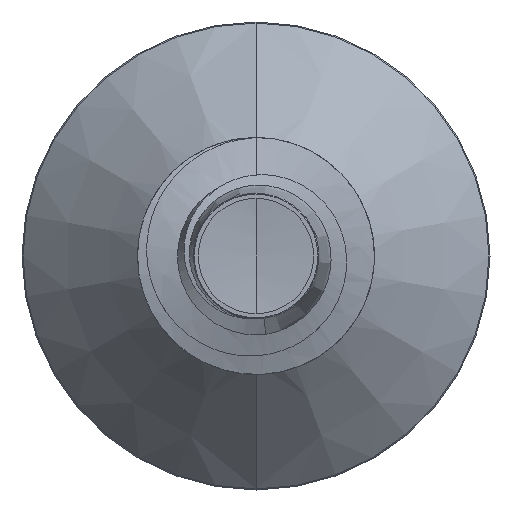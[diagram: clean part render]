
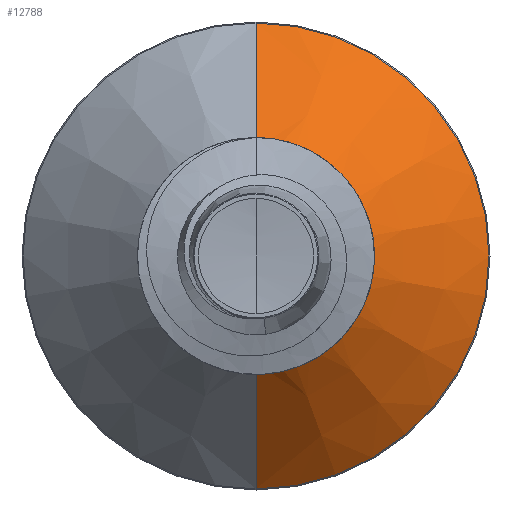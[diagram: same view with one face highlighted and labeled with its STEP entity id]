
A CAD part, front view. The second image highlights one B-rep face of the part: STEP entity #12788.
In plain terms, the highlighted conical face has half-angle 45 degrees and reference radius 3.632 mm.
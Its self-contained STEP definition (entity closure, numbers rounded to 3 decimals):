
#54 = FACE_OUTER_BOUND ( 'NONE', #2270, .T. ) ;
#214 = LINE ( 'NONE', #11827, #11042 ) ;
#832 = EDGE_CURVE ( 'NONE', #12920, #12840, #7745, .T. ) ;
#1135 = CARTESIAN_POINT ( 'NONE',  ( 0., 14.782, -3.632 ) ) ;
#1739 = CARTESIAN_POINT ( 'NONE',  ( 0., 19.015, -7.865 ) ) ;
#2091 = AXIS2_PLACEMENT_3D ( 'NONE', #4054, #4025, #4020 ) ;
#2245 = AXIS2_PLACEMENT_3D ( 'NONE', #12271, #14947, #14807 ) ;
#2270 = EDGE_LOOP ( 'NONE', ( #16075, #6278, #13552, #8804 ) ) ;
#2483 = CONICAL_SURFACE ( 'NONE', #8852, 3.632, 0.785 ) ;
#3336 = VERTEX_POINT ( 'NONE', #10147 ) ;
#4020 = DIRECTION ( 'NONE',  ( 0., 0., 1. ) ) ;
#4025 = DIRECTION ( 'NONE',  ( 0., 1., 0. ) ) ;
#4054 = CARTESIAN_POINT ( 'NONE',  ( 0., 19.015, 0. ) ) ;
#4790 = DIRECTION ( 'NONE',  ( 0., 0.707, -0.707 ) ) ;
#4860 = CARTESIAN_POINT ( 'NONE',  ( 0., 14.782, 3.632 ) ) ;
#5033 = VECTOR ( 'NONE', #4790, 1000. ) ;
#5526 = CARTESIAN_POINT ( 'NONE',  ( 0., 14.782, -3.632 ) ) ;
#5876 = DIRECTION ( 'NONE',  ( 0., 1., 0. ) ) ;
#5976 = DIRECTION ( 'NONE',  ( 0., 0., 1. ) ) ;
#6278 = ORIENTED_EDGE ( 'NONE', *, *, #15406, .T. ) ;
#6715 = CARTESIAN_POINT ( 'NONE',  ( 0., 14.782, 0. ) ) ;
#7359 = EDGE_CURVE ( 'NONE', #3336, #14800, #7694, .T. ) ;
#7694 = CIRCLE ( 'NONE', #2091, 7.865 ) ;
#7745 = CIRCLE ( 'NONE', #2245, 3.632 ) ;
#8804 = ORIENTED_EDGE ( 'NONE', *, *, #15473, .F. ) ;
#8852 = AXIS2_PLACEMENT_3D ( 'NONE', #6715, #5876, #5976 ) ;
#10147 = CARTESIAN_POINT ( 'NONE',  ( 0., 19.015, 7.865 ) ) ;
#10516 = LINE ( 'NONE', #1135, #5033 ) ;
#11042 = VECTOR ( 'NONE', #14229, 1000. ) ;
#11827 = CARTESIAN_POINT ( 'NONE',  ( 0., 14.782, 3.632 ) ) ;
#12271 = CARTESIAN_POINT ( 'NONE',  ( 0., 14.782, 0. ) ) ;
#12788 = ADVANCED_FACE ( 'NONE', ( #54 ), #2483, .T. ) ;
#12840 = VERTEX_POINT ( 'NONE', #5526 ) ;
#12920 = VERTEX_POINT ( 'NONE', #4860 ) ;
#13552 = ORIENTED_EDGE ( 'NONE', *, *, #7359, .F. ) ;
#14229 = DIRECTION ( 'NONE',  ( 0., 0.707, 0.707 ) ) ;
#14800 = VERTEX_POINT ( 'NONE', #1739 ) ;
#14807 = DIRECTION ( 'NONE',  ( 0., 0., 1. ) ) ;
#14947 = DIRECTION ( 'NONE',  ( 0., 1., 0. ) ) ;
#15406 = EDGE_CURVE ( 'NONE', #12840, #14800, #10516, .T. ) ;
#15473 = EDGE_CURVE ( 'NONE', #12920, #3336, #214, .T. ) ;
#16075 = ORIENTED_EDGE ( 'NONE', *, *, #832, .T. ) ;
